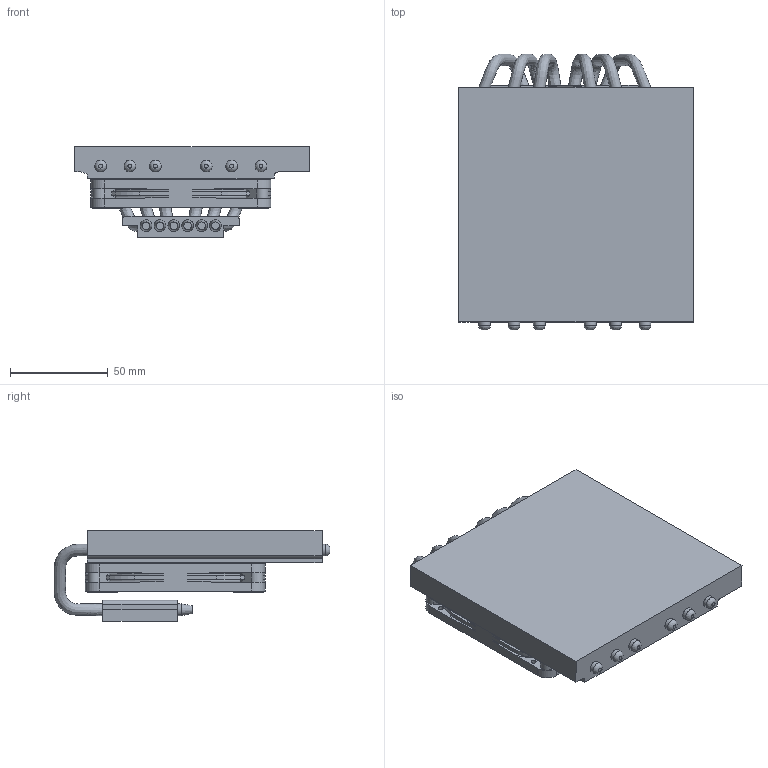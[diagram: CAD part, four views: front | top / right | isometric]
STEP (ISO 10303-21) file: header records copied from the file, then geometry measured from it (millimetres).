
FILE_DESCRIPTION(/* description */ (''),/* implementation_level */ '2;1');
FILE_NAME(/* name */ 'Black Ridge Mockup v3.step',/* time_stamp */ '2022-04-19T20:09:57+03:00',/* author */ (''),/* organization */ (''),/* preprocessor_version */ 'ST-DEVELOPER v18.1',/* originating_system */ 'Autodesk Translation Framework v10.14.0.1471',/* authorisation */ '');
FILE_SCHEMA (('AUTOMOTIVE_DESIGN { 1 0 10303 214 3 1 1 }'));
Products named in the file (9): Black Ridge Mockup; Noctua NF-A9x14; Component1; Component2; Component3; Component6; Component4; Component5; Alpenföhn® Black Ridge
Assembly tree (12 placements, depth 3):
  Black Ridge Mockup
    Noctua NF-A9x14
      Component1
      Component2
      Component3  x2
      Component4  x2
      Component5  x2
      Component6  x2
    Alpenföhn® Black Ridge
Bounding box: 120 x 140.93 x 46.5 mm (x, y, z)
Volume: 295610.1 mm3; surface area: 89154.5 mm2
Topology: 11 solids, 11 shells, 722 faces, 1928 edges, 1247 vertices
Faces by surface type: cylinder 310, bspline 196, plane 181, cone 27, torus 8
Full cylindrical faces by diameter (mm): 2.5 x16, 4 x8, 6 x12, 24 x1, 25 x1, 88.8 x1
Entity records: 43946 total; most frequent: CARTESIAN_POINT 27057, ORIENTED_EDGE 3568, DIRECTION 3089, EDGE_CURVE 1784, AXIS2_PLACEMENT_3D 1194, VERTEX_POINT 1151, EDGE_LOOP 767, LINE 701
